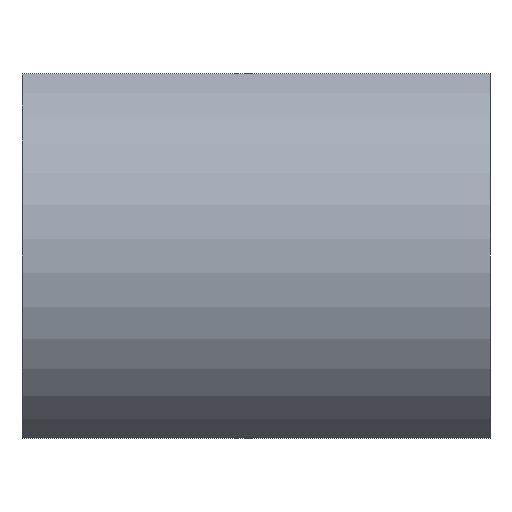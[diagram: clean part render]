
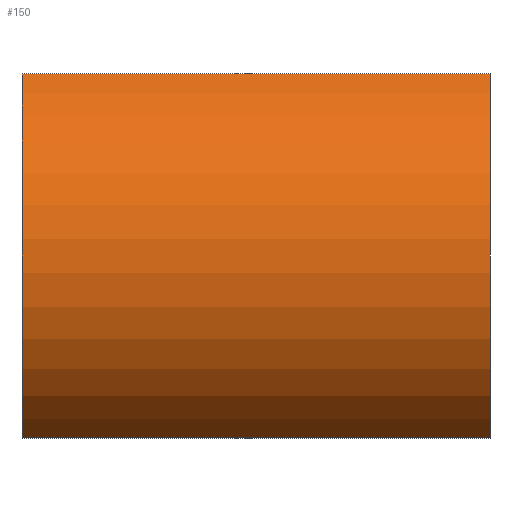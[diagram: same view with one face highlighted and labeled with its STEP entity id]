
A CAD part, left-side view. The second image highlights one B-rep face of the part: STEP entity #150.
In plain terms, the highlighted cylindrical face has radius 4 mm (diameter 8 mm), a partial arc.
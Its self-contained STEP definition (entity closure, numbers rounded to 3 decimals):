
#1 = VERTEX_POINT ( 'NONE', #57 ) ;
#12 = ORIENTED_EDGE ( 'NONE', *, *, #147, .F. ) ;
#14 = CARTESIAN_POINT ( 'NONE',  ( 4.355, 9., 0. ) ) ;
#17 = DIRECTION ( 'NONE',  ( 0., 0., -1. ) ) ;
#27 = DIRECTION ( 'NONE',  ( 0., -1., 0. ) ) ;
#31 = ORIENTED_EDGE ( 'NONE', *, *, #53, .F. ) ;
#35 = LINE ( 'NONE', #145, #95 ) ;
#40 = EDGE_CURVE ( 'NONE', #175, #1, #44, .T. ) ;
#41 = CARTESIAN_POINT ( 'NONE',  ( 2.419, 9., 3.5 ) ) ;
#44 = CIRCLE ( 'NONE', #81, 4. ) ;
#47 = FACE_OUTER_BOUND ( 'NONE', #146, .T. ) ;
#48 = CARTESIAN_POINT ( 'NONE',  ( 2.419, 9., 3.5 ) ) ;
#52 = DIRECTION ( 'NONE',  ( 0., -1., 0. ) ) ;
#53 = EDGE_CURVE ( 'NONE', #144, #1, #99, .T. ) ;
#57 = CARTESIAN_POINT ( 'NONE',  ( 2.419, 0., 3.5 ) ) ;
#63 = DIRECTION ( 'NONE',  ( 0., 1., 0. ) ) ;
#68 = VERTEX_POINT ( 'NONE', #184 ) ;
#69 = DIRECTION ( 'NONE',  ( 0., -1., 0. ) ) ;
#70 = CIRCLE ( 'NONE', #104, 4. ) ;
#79 = CARTESIAN_POINT ( 'NONE',  ( 4.355, 9., 0. ) ) ;
#81 = AXIS2_PLACEMENT_3D ( 'NONE', #118, #63, #97 ) ;
#91 = CYLINDRICAL_SURFACE ( 'NONE', #162, 4. ) ;
#95 = VECTOR ( 'NONE', #69, 1000. ) ;
#97 = DIRECTION ( 'NONE',  ( 0., 0., 1. ) ) ;
#99 = LINE ( 'NONE', #41, #138 ) ;
#104 = AXIS2_PLACEMENT_3D ( 'NONE', #79, #125, #124 ) ;
#109 = EDGE_CURVE ( 'NONE', #68, #175, #35, .T. ) ;
#115 = ORIENTED_EDGE ( 'NONE', *, *, #40, .T. ) ;
#118 = CARTESIAN_POINT ( 'NONE',  ( 4.355, 0., 0. ) ) ;
#122 = CARTESIAN_POINT ( 'NONE',  ( 2.419, 0., -3.5 ) ) ;
#124 = DIRECTION ( 'NONE',  ( 0., 0., 1. ) ) ;
#125 = DIRECTION ( 'NONE',  ( 0., 1., 0. ) ) ;
#138 = VECTOR ( 'NONE', #27, 1000. ) ;
#144 = VERTEX_POINT ( 'NONE', #48 ) ;
#145 = CARTESIAN_POINT ( 'NONE',  ( 2.419, 9., -3.5 ) ) ;
#146 = EDGE_LOOP ( 'NONE', ( #115, #31, #12, #199 ) ) ;
#147 = EDGE_CURVE ( 'NONE', #68, #144, #70, .T. ) ;
#150 = ADVANCED_FACE ( 'NONE', ( #47 ), #91, .T. ) ;
#162 = AXIS2_PLACEMENT_3D ( 'NONE', #14, #52, #17 ) ;
#175 = VERTEX_POINT ( 'NONE', #122 ) ;
#184 = CARTESIAN_POINT ( 'NONE',  ( 2.419, 9., -3.5 ) ) ;
#199 = ORIENTED_EDGE ( 'NONE', *, *, #109, .T. ) ;
